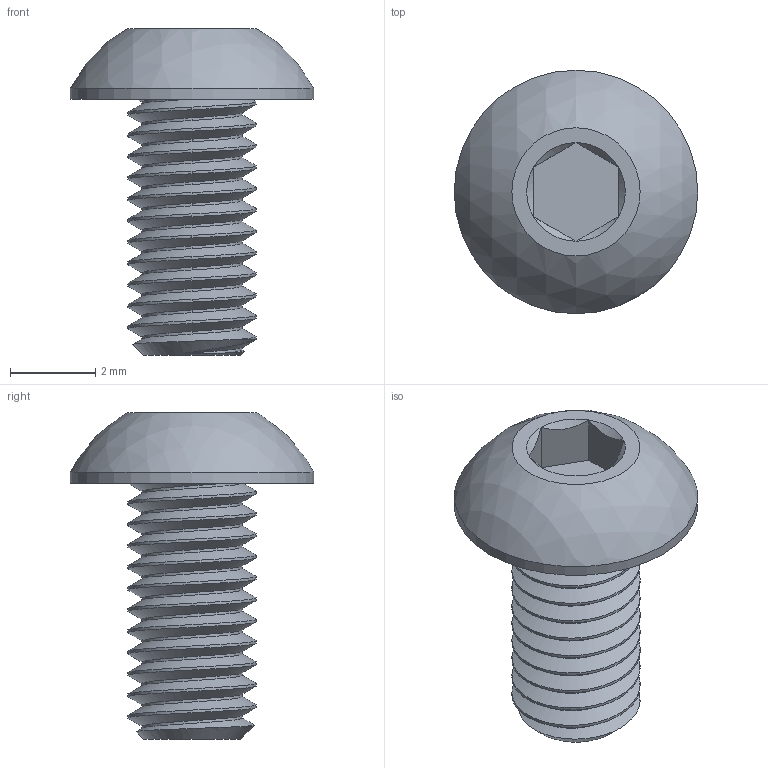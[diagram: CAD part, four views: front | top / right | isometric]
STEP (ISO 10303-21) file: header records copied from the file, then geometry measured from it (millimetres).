
FILE_DESCRIPTION(/* description */ ('STEP AP203'),/* implementation_level */ '2;1');
FILE_NAME(/* name */ 'M3 6mm.step',/* time_stamp */ '2025-11-18T11:13:32-05:00',/* author */ (''),/* organization */ (''),/* preprocessor_version */ 'ST-DEVELOPER v20.1',/* originating_system */ 'Autodesk Translation Framework v14.21.0.0',/* authorisation */ '');
FILE_SCHEMA (('AUTOMOTIVE_DESIGN { 1 0 10303 214 3 1 1 }'));
Length unit declared in the file: millimetre
Products named in the file (1): 97715A612_Brass Button Head Hex Drive Screws
Bounding box: 5.7 x 5.7 x 7.65 mm (x, y, z)
Volume: 60.3 mm3; surface area: 158.4 mm2
Topology: 1 solids, 1 shells, 46 faces, 112 edges, 71 vertices
Faces by surface type: cylinder 26, plane 10, cone 7, bspline 2, sphere 1
Full cylindrical faces by diameter (mm): 2.35 x12, 3 x10, 5.7 x1
Entity records: 3010 total; most frequent: CARTESIAN_POINT 2043, ORIENTED_EDGE 224, DIRECTION 157, EDGE_CURVE 112, VERTEX_POINT 71, AXIS2_PLACEMENT_3D 60, EDGE_LOOP 49, FACE_OUTER_BOUND 46
